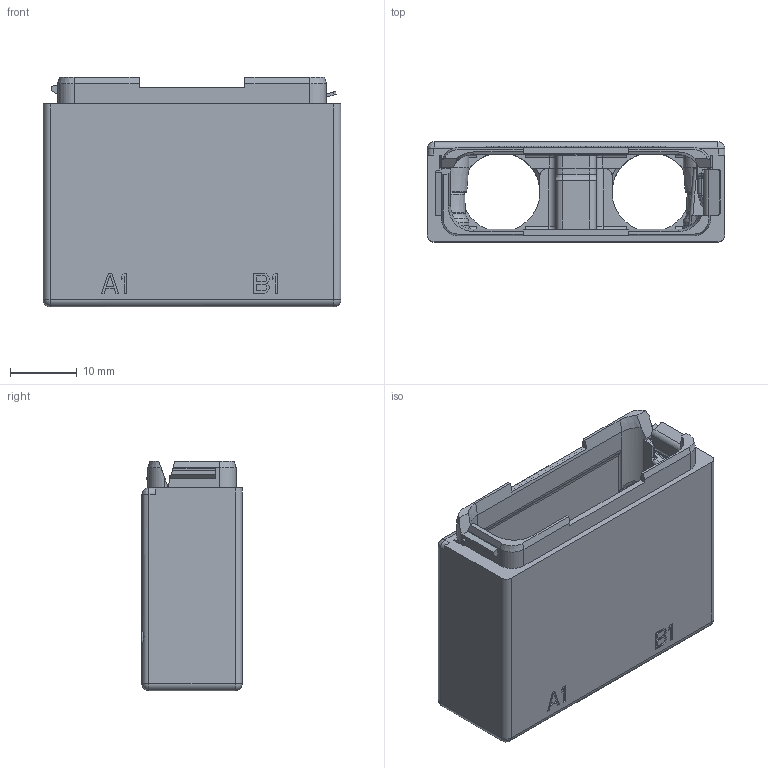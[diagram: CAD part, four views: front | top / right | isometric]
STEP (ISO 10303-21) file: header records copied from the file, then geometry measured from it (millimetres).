
FILE_DESCRIPTION((''),'2;1');
FILE_NAME('00611206007','2019-11-05T',('presta_be4'),(''),'CREO PARAMETRIC BY PTC INC, 2018360','CREO PARAMETRIC BY PTC INC, 2018360','');
FILE_SCHEMA(('CONFIG_CONTROL_DESIGN'));
Products named in the file (1): 00611206007
Bounding box: 44.5 x 14.96 x 34.3 mm (x, y, z)
Volume: 7193 mm3; surface area: 10189.4 mm2
Topology: 1 solids, 1 shells, 1491 faces, 4125 edges, 2564 vertices
Faces by surface type: plane 565, cylinder 432, torus 175, cone 147, sphere 121, bspline 51
Entity records: 58644 total; most frequent: CARTESIAN_POINT 20475, DIRECTION 8106, ORIENTED_EDGE 8026, EDGE_CURVE 4013, AXIS2_PLACEMENT_3D 2998, VERTEX_POINT 2564, VECTOR 2110, LINE 2110
